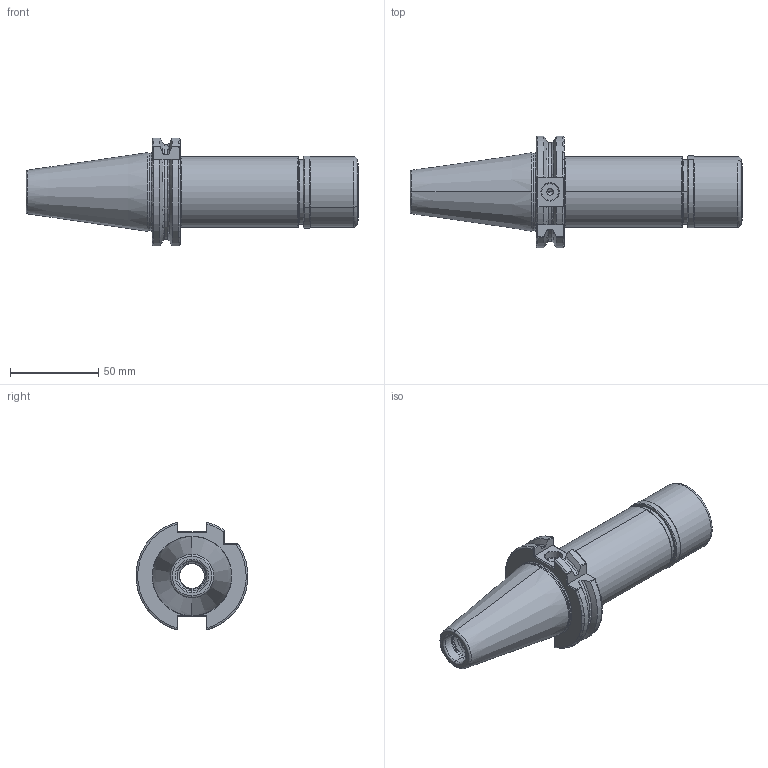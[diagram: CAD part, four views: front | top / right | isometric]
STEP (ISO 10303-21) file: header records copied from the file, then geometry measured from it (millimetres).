
FILE_DESCRIPTION (( 'STEP AP203' ), '1' );
FILE_NAME ('402.03.16.2.STEP', '2016-07-16T06:10:21', ( '' ), ( '' ), 'SwSTEP 2.0', 'SolidWorks 2012', '' );
FILE_SCHEMA (( 'CONFIG_CONTROL_DESIGN' ));
Length unit declared in the file: millimetre
Products named in the file (3): 402.03.16.2; 2-01.B04.0160311D9_KPS16_無溝螺帽_加長型
Assembly tree (2 placements, depth 2):
  402.03.16.2
    402.03.16.2
    2-01.B04.0160311D9_KPS16_無溝螺帽_加長型
Bounding box: 188.4 x 63.33 x 61.24 mm (x, y, z)
Volume: 192562.6 mm3; surface area: 51891 mm2
Topology: 2 solids, 2 shells, 360 faces, 935 edges, 579 vertices
Faces by surface type: cylinder 176, torus 56, plane 54, cone 52, bspline 22
Entity records: 22362 total; most frequent: CARTESIAN_POINT 14272, ORIENTED_EDGE 1850, DIRECTION 1442, EDGE_CURVE 925, VERTEX_POINT 579, AXIS2_PLACEMENT_3D 573, EDGE_LOOP 374, ADVANCED_FACE 360
